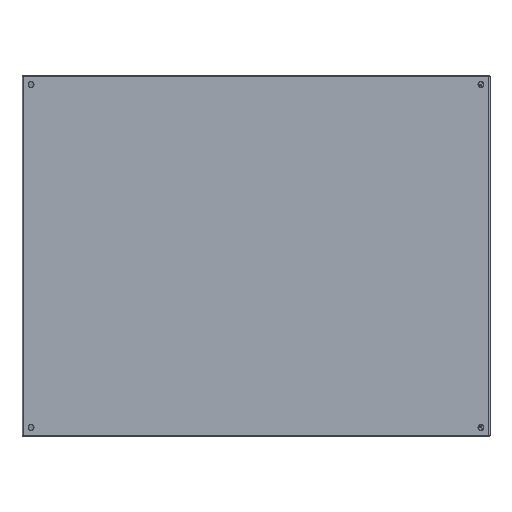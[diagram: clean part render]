
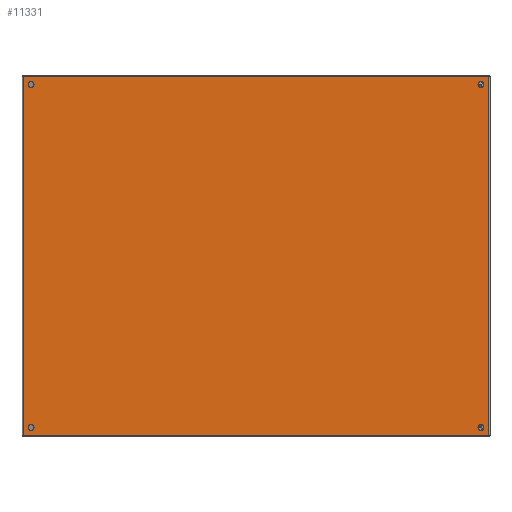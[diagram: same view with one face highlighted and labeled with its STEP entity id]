
A CAD part, left-side view. The second image highlights one B-rep face of the part: STEP entity #11331.
In plain terms, the highlighted face is planar.
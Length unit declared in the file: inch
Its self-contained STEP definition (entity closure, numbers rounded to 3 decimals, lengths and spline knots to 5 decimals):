
#396 = AXIS2_PLACEMENT_3D ( 'NONE', #24435, #17657, #42313 ) ;
#1838 = DIRECTION ( 'NONE',  ( 0., 1., 0. ) ) ;
#1924 = EDGE_LOOP ( 'NONE', ( #2964, #42608 ) ) ;
#2406 = LINE ( 'NONE', #22543, #2929 ) ;
#2929 = VECTOR ( 'NONE', #19367, 39.37008 ) ;
#2964 = ORIENTED_EDGE ( 'NONE', *, *, #20347, .F. ) ;
#2978 = VERTEX_POINT ( 'NONE', #9625 ) ;
#3168 = DIRECTION ( 'NONE',  ( 0., 0., -1. ) ) ;
#3893 = CARTESIAN_POINT ( 'NONE',  ( -14.5, 0., 18.67834 ) ) ;
#4807 = EDGE_CURVE ( 'NONE', #2978, #30716, #33220, .T. ) ;
#5233 = ORIENTED_EDGE ( 'NONE', *, *, #6517, .F. ) ;
#5289 = AXIS2_PLACEMENT_3D ( 'NONE', #33920, #13562, #37818 ) ;
#6517 = EDGE_CURVE ( 'NONE', #28202, #14564, #32137, .T. ) ;
#6788 = ORIENTED_EDGE ( 'NONE', *, *, #13012, .F. ) ;
#7946 = CARTESIAN_POINT ( 'NONE',  ( -14.25, 0., 18.67834 ) ) ;
#8300 = FACE_BOUND ( 'NONE', #23021, .T. ) ;
#8336 = CARTESIAN_POINT ( 'NONE',  ( 14.25, 0., -18.69375 ) ) ;
#8813 = DIRECTION ( 'NONE',  ( -1., 0., 0. ) ) ;
#8877 = CARTESIAN_POINT ( 'NONE',  ( 14.928, 0., 19.32034 ) ) ;
#8963 = CARTESIAN_POINT ( 'NONE',  ( -14.25, 0., 18.67834 ) ) ;
#9046 = LINE ( 'NONE', #32545, #15056 ) ;
#9591 = LINE ( 'NONE', #36188, #29714 ) ;
#9625 = CARTESIAN_POINT ( 'NONE',  ( 14.928, 0., 19.32034 ) ) ;
#9896 = FACE_OUTER_BOUND ( 'NONE', #11660, .T. ) ;
#10267 = CARTESIAN_POINT ( 'NONE',  ( 14., 0., 18.67834 ) ) ;
#11331 = ADVANCED_FACE ( 'NONE', ( #38162, #8300, #9896, #41942, #21331 ), #19890, .F. ) ;
#11660 = EDGE_LOOP ( 'NONE', ( #36864, #22192, #40549, #20839 ) ) ;
#12194 = CARTESIAN_POINT ( 'NONE',  ( -14.928, 0., -19.33575 ) ) ;
#13012 = EDGE_CURVE ( 'NONE', #23522, #13307, #26415, .T. ) ;
#13307 = VERTEX_POINT ( 'NONE', #29474 ) ;
#13492 = ORIENTED_EDGE ( 'NONE', *, *, #26209, .F. ) ;
#13562 = DIRECTION ( 'NONE',  ( 0., 1., 0. ) ) ;
#14564 = VERTEX_POINT ( 'NONE', #40358 ) ;
#15056 = VECTOR ( 'NONE', #25513, 39.37008 ) ;
#15551 = EDGE_LOOP ( 'NONE', ( #5233, #17167 ) ) ;
#16115 = CARTESIAN_POINT ( 'NONE',  ( -14.25, 0., -18.69375 ) ) ;
#17082 = VERTEX_POINT ( 'NONE', #40202 ) ;
#17135 = CIRCLE ( 'NONE', #18558, 0.25 ) ;
#17167 = ORIENTED_EDGE ( 'NONE', *, *, #43843, .F. ) ;
#17657 = DIRECTION ( 'NONE',  ( 0., 1., 0. ) ) ;
#18002 = AXIS2_PLACEMENT_3D ( 'NONE', #37246, #23311, #30580 ) ;
#18086 = EDGE_CURVE ( 'NONE', #25858, #44333, #9591, .T. ) ;
#18138 = CARTESIAN_POINT ( 'NONE',  ( -14., 0., -18.69375 ) ) ;
#18421 = AXIS2_PLACEMENT_3D ( 'NONE', #8336, #19012, #32662 ) ;
#18558 = AXIS2_PLACEMENT_3D ( 'NONE', #7946, #38918, #28625 ) ;
#19012 = DIRECTION ( 'NONE',  ( 0., 1., 0. ) ) ;
#19082 = EDGE_CURVE ( 'NONE', #13307, #23522, #40320, .T. ) ;
#19353 = EDGE_LOOP ( 'NONE', ( #13492, #35720 ) ) ;
#19367 = DIRECTION ( 'NONE',  ( 0., 0., 1. ) ) ;
#19399 = DIRECTION ( 'NONE',  ( -1., 0., 0. ) ) ;
#19629 = VERTEX_POINT ( 'NONE', #37112 ) ;
#19890 = PLANE ( 'NONE',  #26640 ) ;
#19976 = AXIS2_PLACEMENT_3D ( 'NONE', #16115, #23070, #26530 ) ;
#20347 = EDGE_CURVE ( 'NONE', #30030, #19629, #43914, .T. ) ;
#20839 = ORIENTED_EDGE ( 'NONE', *, *, #31433, .F. ) ;
#21331 = FACE_BOUND ( 'NONE', #15551, .T. ) ;
#22192 = ORIENTED_EDGE ( 'NONE', *, *, #41645, .F. ) ;
#22543 = CARTESIAN_POINT ( 'NONE',  ( 14.928, 0., -19.37175 ) ) ;
#23021 = EDGE_LOOP ( 'NONE', ( #32679, #6788 ) ) ;
#23070 = DIRECTION ( 'NONE',  ( 0., 1., 0. ) ) ;
#23311 = DIRECTION ( 'NONE',  ( 0., 1., 0. ) ) ;
#23410 = CIRCLE ( 'NONE', #37576, 0.25 ) ;
#23522 = VERTEX_POINT ( 'NONE', #18138 ) ;
#23847 = DIRECTION ( 'NONE',  ( 0., 1., 0. ) ) ;
#23957 = VECTOR ( 'NONE', #19399, 39.37008 ) ;
#24122 = CARTESIAN_POINT ( 'NONE',  ( -14.928, 0., 19.32034 ) ) ;
#24238 = CARTESIAN_POINT ( 'NONE',  ( 14.928, 0., -19.33575 ) ) ;
#24435 = CARTESIAN_POINT ( 'NONE',  ( 14.25, 0., 18.67834 ) ) ;
#24707 = EDGE_CURVE ( 'NONE', #17082, #30822, #23410, .T. ) ;
#25513 = DIRECTION ( 'NONE',  ( 0., 0., -1. ) ) ;
#25858 = VERTEX_POINT ( 'NONE', #12194 ) ;
#26209 = EDGE_CURVE ( 'NONE', #30822, #17082, #17135, .T. ) ;
#26415 = CIRCLE ( 'NONE', #5289, 0.25 ) ;
#26530 = DIRECTION ( 'NONE',  ( -1., 0., 0. ) ) ;
#26640 = AXIS2_PLACEMENT_3D ( 'NONE', #44398, #26829, #41219 ) ;
#26829 = DIRECTION ( 'NONE',  ( 0., -1., 0. ) ) ;
#27566 = CIRCLE ( 'NONE', #18421, 0.25 ) ;
#28202 = VERTEX_POINT ( 'NONE', #10267 ) ;
#28625 = DIRECTION ( 'NONE',  ( -1., 0., 0. ) ) ;
#29474 = CARTESIAN_POINT ( 'NONE',  ( -14.5, 0., -18.69375 ) ) ;
#29532 = DIRECTION ( 'NONE',  ( 1., 0., 0. ) ) ;
#29714 = VECTOR ( 'NONE', #29532, 39.37008 ) ;
#30030 = VERTEX_POINT ( 'NONE', #30270 ) ;
#30270 = CARTESIAN_POINT ( 'NONE',  ( 14.25, 0., -18.94375 ) ) ;
#30580 = DIRECTION ( 'NONE',  ( -1., 0., 0. ) ) ;
#30716 = VERTEX_POINT ( 'NONE', #24122 ) ;
#30822 = VERTEX_POINT ( 'NONE', #3893 ) ;
#31433 = EDGE_CURVE ( 'NONE', #44333, #2978, #2406, .T. ) ;
#32137 = CIRCLE ( 'NONE', #18002, 0.25 ) ;
#32545 = CARTESIAN_POINT ( 'NONE',  ( -14.928, 0., -19.37175 ) ) ;
#32662 = DIRECTION ( 'NONE',  ( 0., 0., -1. ) ) ;
#32679 = ORIENTED_EDGE ( 'NONE', *, *, #19082, .F. ) ;
#33220 = LINE ( 'NONE', #8877, #23957 ) ;
#33901 = AXIS2_PLACEMENT_3D ( 'NONE', #44572, #23847, #3168 ) ;
#33920 = CARTESIAN_POINT ( 'NONE',  ( -14.25, 0., -18.69375 ) ) ;
#35720 = ORIENTED_EDGE ( 'NONE', *, *, #24707, .F. ) ;
#36188 = CARTESIAN_POINT ( 'NONE',  ( 14.928, 0., -19.33575 ) ) ;
#36548 = CIRCLE ( 'NONE', #396, 0.25 ) ;
#36864 = ORIENTED_EDGE ( 'NONE', *, *, #18086, .F. ) ;
#37112 = CARTESIAN_POINT ( 'NONE',  ( 14.25, 0., -18.44375 ) ) ;
#37246 = CARTESIAN_POINT ( 'NONE',  ( 14.25, 0., 18.67834 ) ) ;
#37576 = AXIS2_PLACEMENT_3D ( 'NONE', #8963, #1838, #8813 ) ;
#37792 = EDGE_CURVE ( 'NONE', #19629, #30030, #27566, .T. ) ;
#37818 = DIRECTION ( 'NONE',  ( -1., 0., 0. ) ) ;
#38162 = FACE_BOUND ( 'NONE', #19353, .T. ) ;
#38918 = DIRECTION ( 'NONE',  ( 0., 1., 0. ) ) ;
#40202 = CARTESIAN_POINT ( 'NONE',  ( -14., 0., 18.67834 ) ) ;
#40320 = CIRCLE ( 'NONE', #19976, 0.25 ) ;
#40358 = CARTESIAN_POINT ( 'NONE',  ( 14.5, 0., 18.67834 ) ) ;
#40549 = ORIENTED_EDGE ( 'NONE', *, *, #4807, .F. ) ;
#41219 = DIRECTION ( 'NONE',  ( 0., 0., 1. ) ) ;
#41645 = EDGE_CURVE ( 'NONE', #30716, #25858, #9046, .T. ) ;
#41942 = FACE_BOUND ( 'NONE', #1924, .T. ) ;
#42313 = DIRECTION ( 'NONE',  ( -1., 0., 0. ) ) ;
#42608 = ORIENTED_EDGE ( 'NONE', *, *, #37792, .F. ) ;
#43843 = EDGE_CURVE ( 'NONE', #14564, #28202, #36548, .T. ) ;
#43914 = CIRCLE ( 'NONE', #33901, 0.25 ) ;
#44333 = VERTEX_POINT ( 'NONE', #24238 ) ;
#44398 = CARTESIAN_POINT ( 'NONE',  ( 14.928, 0., -19.37175 ) ) ;
#44572 = CARTESIAN_POINT ( 'NONE',  ( 14.25, 0., -18.69375 ) ) ;
